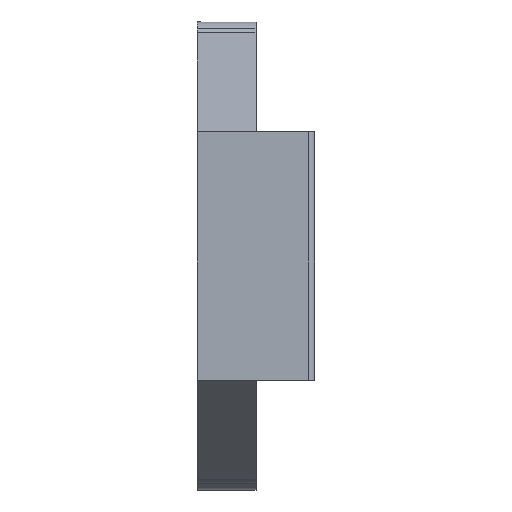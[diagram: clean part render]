
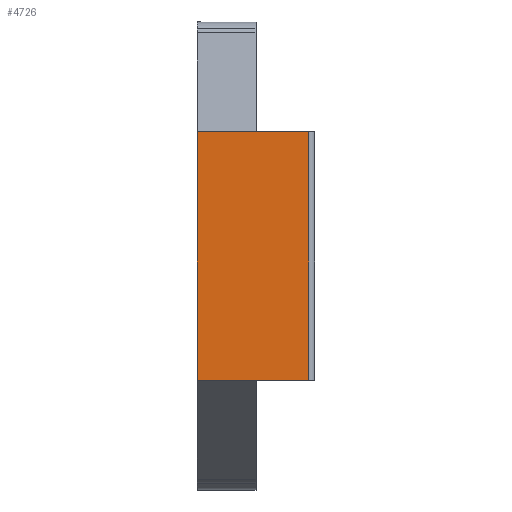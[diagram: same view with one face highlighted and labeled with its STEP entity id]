
A CAD part, left-side view. The second image highlights one B-rep face of the part: STEP entity #4726.
In plain terms, the highlighted planar face has unit normal (-1, 0, 0).
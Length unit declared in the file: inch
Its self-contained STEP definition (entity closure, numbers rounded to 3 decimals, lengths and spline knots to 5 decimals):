
#20 = CARTESIAN_POINT ( 'NONE',  ( -8.875, 2., 1.5 ) ) ;
#22 = ORIENTED_EDGE ( 'NONE', *, *, #1560, .F. ) ;
#65 = CARTESIAN_POINT ( 'NONE',  ( -8.875, 2., 1.5 ) ) ;
#73 = FACE_OUTER_BOUND ( 'NONE', #4221, .T. ) ;
#217 = DIRECTION ( 'NONE',  ( 0., 0., 1. ) ) ;
#344 = CARTESIAN_POINT ( 'NONE',  ( -8.875, 0.1, 0. ) ) ;
#671 = LINE ( 'NONE', #1801, #1906 ) ;
#981 = ORIENTED_EDGE ( 'NONE', *, *, #4587, .F. ) ;
#1060 = VERTEX_POINT ( 'NONE', #3953 ) ;
#1221 = DIRECTION ( 'NONE',  ( 0., 0., 1. ) ) ;
#1448 = VECTOR ( 'NONE', #1221, 39.37008 ) ;
#1560 = EDGE_CURVE ( 'NONE', #3544, #1060, #2841, .T. ) ;
#1731 = ORIENTED_EDGE ( 'NONE', *, *, #3883, .T. ) ;
#1751 = EDGE_CURVE ( 'NONE', #3544, #2847, #671, .T. ) ;
#1801 = CARTESIAN_POINT ( 'NONE',  ( -8.875, 1.5, 1.5 ) ) ;
#1906 = VECTOR ( 'NONE', #2205, 39.37008 ) ;
#1946 = PLANE ( 'NONE',  #4318 ) ;
#2176 = VECTOR ( 'NONE', #217, 39.37008 ) ;
#2205 = DIRECTION ( 'NONE',  ( 0., -1., 0. ) ) ;
#2684 = CARTESIAN_POINT ( 'NONE',  ( -8.875, 0.1, 5.75 ) ) ;
#2701 = DIRECTION ( 'NONE',  ( 0., -1., 0. ) ) ;
#2841 = LINE ( 'NONE', #65, #1448 ) ;
#2847 = VERTEX_POINT ( 'NONE', #4805 ) ;
#3489 = DIRECTION ( 'NONE',  ( 0., 0., -1. ) ) ;
#3544 = VERTEX_POINT ( 'NONE', #20 ) ;
#3883 = EDGE_CURVE ( 'NONE', #2847, #4245, #4946, .T. ) ;
#3953 = CARTESIAN_POINT ( 'NONE',  ( -8.875, 2., 5.75 ) ) ;
#4079 = VECTOR ( 'NONE', #2701, 39.37008 ) ;
#4174 = LINE ( 'NONE', #4574, #4079 ) ;
#4221 = EDGE_LOOP ( 'NONE', ( #4271, #1731, #981, #22 ) ) ;
#4245 = VERTEX_POINT ( 'NONE', #2684 ) ;
#4271 = ORIENTED_EDGE ( 'NONE', *, *, #1751, .T. ) ;
#4273 = CARTESIAN_POINT ( 'NONE',  ( -8.875, 1.5, 0. ) ) ;
#4318 = AXIS2_PLACEMENT_3D ( 'NONE', #4273, #4722, #3489 ) ;
#4574 = CARTESIAN_POINT ( 'NONE',  ( -8.875, 1.5, 5.75 ) ) ;
#4587 = EDGE_CURVE ( 'NONE', #1060, #4245, #4174, .T. ) ;
#4722 = DIRECTION ( 'NONE',  ( 1., 0., 0. ) ) ;
#4726 = ADVANCED_FACE ( 'NONE', ( #73 ), #1946, .F. ) ;
#4805 = CARTESIAN_POINT ( 'NONE',  ( -8.875, 0.1, 1.5 ) ) ;
#4946 = LINE ( 'NONE', #344, #2176 ) ;
